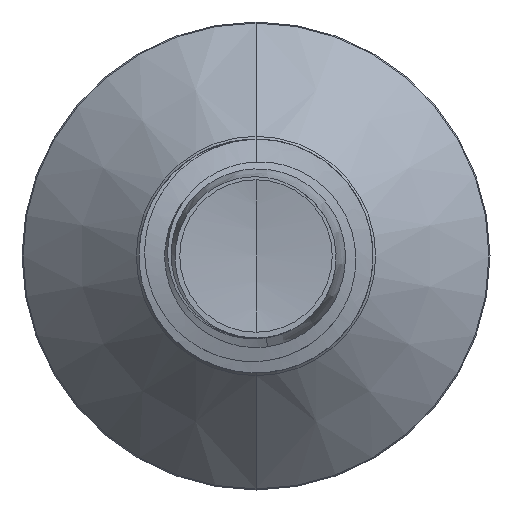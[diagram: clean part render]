
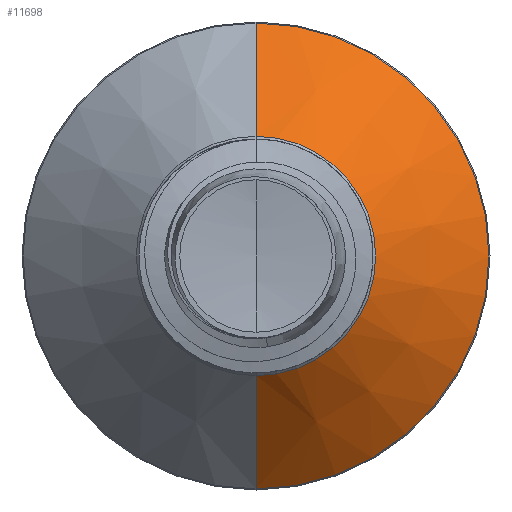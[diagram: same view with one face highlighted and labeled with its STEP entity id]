
A CAD part, front view. The second image highlights one B-rep face of the part: STEP entity #11698.
In plain terms, the highlighted conical face has half-angle 45 degrees and reference radius 2.302 mm.
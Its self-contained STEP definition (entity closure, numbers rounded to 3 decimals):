
#831 = VERTEX_POINT ( 'NONE', #19659 ) ;
#1074 = EDGE_CURVE ( 'NONE', #831, #14996, #14903, .T. ) ;
#1185 = EDGE_CURVE ( 'NONE', #1719, #13257, #18866, .T. ) ;
#1719 = VERTEX_POINT ( 'NONE', #15296 ) ;
#1817 = AXIS2_PLACEMENT_3D ( 'NONE', #4552, #16498, #6283 ) ;
#2218 = LINE ( 'NONE', #16061, #15361 ) ;
#3075 = FACE_OUTER_BOUND ( 'NONE', #11942, .T. ) ;
#3179 = DIRECTION ( 'NONE',  ( 0., 0., 1. ) ) ;
#3675 = DIRECTION ( 'NONE',  ( 0., 1., 0. ) ) ;
#4552 = CARTESIAN_POINT ( 'NONE',  ( 0., 8.102, 0. ) ) ;
#4736 = DIRECTION ( 'NONE',  ( 0., 0.707, -0.707 ) ) ;
#5844 = DIRECTION ( 'NONE',  ( 0., 0.707, 0.707 ) ) ;
#6283 = DIRECTION ( 'NONE',  ( 0., 0., 1. ) ) ;
#6850 = DIRECTION ( 'NONE',  ( 0., 1., 0. ) ) ;
#7095 = CONICAL_SURFACE ( 'NONE', #19000, 2.302, 0.785 ) ;
#11185 = ORIENTED_EDGE ( 'NONE', *, *, #20682, .T. ) ;
#11380 = CARTESIAN_POINT ( 'NONE',  ( 0., 10.28, -4.48 ) ) ;
#11698 = ADVANCED_FACE ( 'NONE', ( #3075 ), #7095, .T. ) ;
#11942 = EDGE_LOOP ( 'NONE', ( #12247, #11185, #15813, #16228 ) ) ;
#12247 = ORIENTED_EDGE ( 'NONE', *, *, #1185, .T. ) ;
#13257 = VERTEX_POINT ( 'NONE', #20672 ) ;
#13259 = CARTESIAN_POINT ( 'NONE',  ( 0., 8.102, -2.302 ) ) ;
#13286 = CARTESIAN_POINT ( 'NONE',  ( 0., 8.102, 0. ) ) ;
#13923 = CARTESIAN_POINT ( 'NONE',  ( 0., 10.28, 0. ) ) ;
#14590 = EDGE_CURVE ( 'NONE', #1719, #831, #2218, .T. ) ;
#14903 = CIRCLE ( 'NONE', #17188, 4.48 ) ;
#14996 = VERTEX_POINT ( 'NONE', #11380 ) ;
#15296 = CARTESIAN_POINT ( 'NONE',  ( 0., 8.102, 2.302 ) ) ;
#15361 = VECTOR ( 'NONE', #5844, 1000. ) ;
#15624 = DIRECTION ( 'NONE',  ( 0., 0., 1. ) ) ;
#15813 = ORIENTED_EDGE ( 'NONE', *, *, #1074, .F. ) ;
#16061 = CARTESIAN_POINT ( 'NONE',  ( 0., 8.102, 2.302 ) ) ;
#16123 = VECTOR ( 'NONE', #4736, 1000. ) ;
#16228 = ORIENTED_EDGE ( 'NONE', *, *, #14590, .F. ) ;
#16498 = DIRECTION ( 'NONE',  ( 0., 1., 0. ) ) ;
#16673 = LINE ( 'NONE', #13259, #16123 ) ;
#17188 = AXIS2_PLACEMENT_3D ( 'NONE', #13923, #3675, #15624 ) ;
#18866 = CIRCLE ( 'NONE', #1817, 2.302 ) ;
#19000 = AXIS2_PLACEMENT_3D ( 'NONE', #13286, #6850, #3179 ) ;
#19659 = CARTESIAN_POINT ( 'NONE',  ( 0., 10.28, 4.48 ) ) ;
#20672 = CARTESIAN_POINT ( 'NONE',  ( 0., 8.102, -2.302 ) ) ;
#20682 = EDGE_CURVE ( 'NONE', #13257, #14996, #16673, .T. ) ;
